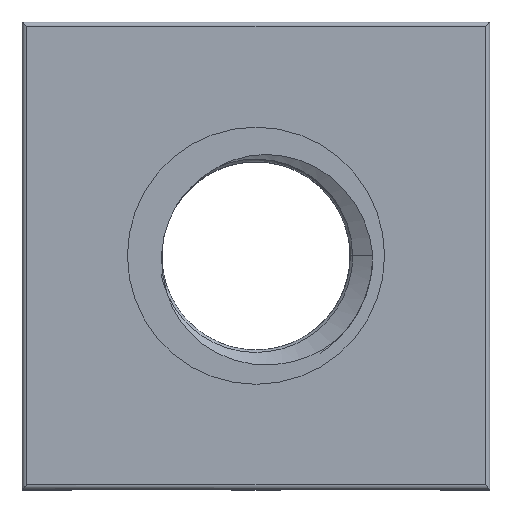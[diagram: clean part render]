
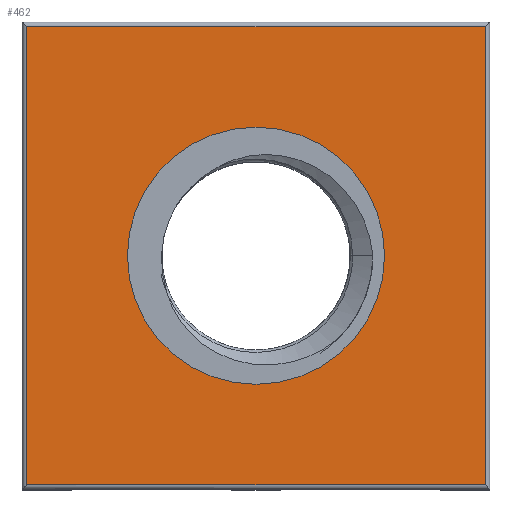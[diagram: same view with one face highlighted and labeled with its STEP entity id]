
A CAD part, top view. The second image highlights one B-rep face of the part: STEP entity #462.
In plain terms, the highlighted planar face has unit normal (0, 0, 1).
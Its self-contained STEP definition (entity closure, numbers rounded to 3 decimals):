
#93 = VERTEX_POINT('',#94);
#94 = CARTESIAN_POINT('',(-4.9,4.9,4.));
#101 = EDGE_CURVE('',#93,#102,#104,.T.);
#102 = VERTEX_POINT('',#103);
#103 = CARTESIAN_POINT('',(4.9,4.9,4.));
#104 = LINE('',#105,#106);
#105 = CARTESIAN_POINT('',(-5.,4.9,4.));
#106 = VECTOR('',#107,1.);
#107 = DIRECTION('',(1.,0.,0.));
#314 = VERTEX_POINT('',#315);
#315 = CARTESIAN_POINT('',(-4.9,-4.9,4.));
#322 = EDGE_CURVE('',#314,#93,#323,.T.);
#323 = LINE('',#324,#325);
#324 = CARTESIAN_POINT('',(-4.9,-5.,4.));
#325 = VECTOR('',#326,1.);
#326 = DIRECTION('',(0.,1.,0.));
#462 = ADVANCED_FACE('',(#463,#481),#492,.F.);
#463 = FACE_BOUND('',#464,.F.);
#464 = EDGE_LOOP('',(#465,#466,#467,#475));
#465 = ORIENTED_EDGE('',*,*,#322,.T.);
#466 = ORIENTED_EDGE('',*,*,#101,.T.);
#467 = ORIENTED_EDGE('',*,*,#468,.T.);
#468 = EDGE_CURVE('',#102,#469,#471,.T.);
#469 = VERTEX_POINT('',#470);
#470 = CARTESIAN_POINT('',(4.9,-4.9,4.));
#471 = LINE('',#472,#473);
#472 = CARTESIAN_POINT('',(4.9,5.,4.));
#473 = VECTOR('',#474,1.);
#474 = DIRECTION('',(0.,-1.,0.));
#475 = ORIENTED_EDGE('',*,*,#476,.T.);
#476 = EDGE_CURVE('',#469,#314,#477,.T.);
#477 = LINE('',#478,#479);
#478 = CARTESIAN_POINT('',(5.,-4.9,4.));
#479 = VECTOR('',#480,1.);
#480 = DIRECTION('',(-1.,0.,0.));
#481 = FACE_BOUND('',#482,.F.);
#482 = EDGE_LOOP('',(#483));
#483 = ORIENTED_EDGE('',*,*,#484,.T.);
#484 = EDGE_CURVE('',#485,#485,#487,.T.);
#485 = VERTEX_POINT('',#486);
#486 = CARTESIAN_POINT('',(2.75,0.,4.));
#487 = CIRCLE('',#488,2.75);
#488 = AXIS2_PLACEMENT_3D('',#489,#490,#491);
#489 = CARTESIAN_POINT('',(0.,0.,4.));
#490 = DIRECTION('',(0.,0.,1.));
#491 = DIRECTION('',(1.,0.,0.));
#492 = PLANE('',#493);
#493 = AXIS2_PLACEMENT_3D('',#494,#495,#496);
#494 = CARTESIAN_POINT('',(0.,0.,4.));
#495 = DIRECTION('',(-0.,-0.,-1.));
#496 = DIRECTION('',(-1.,0.,0.));
